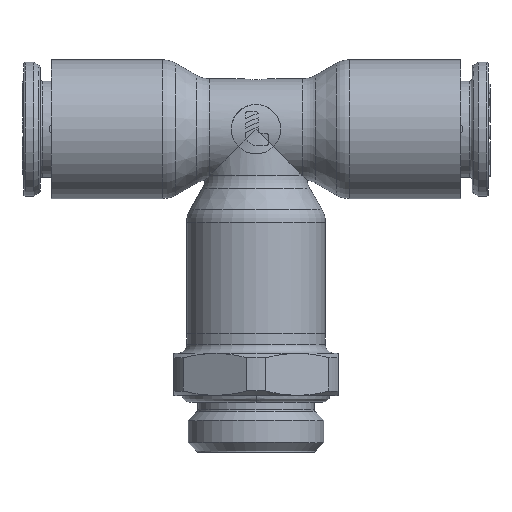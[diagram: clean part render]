
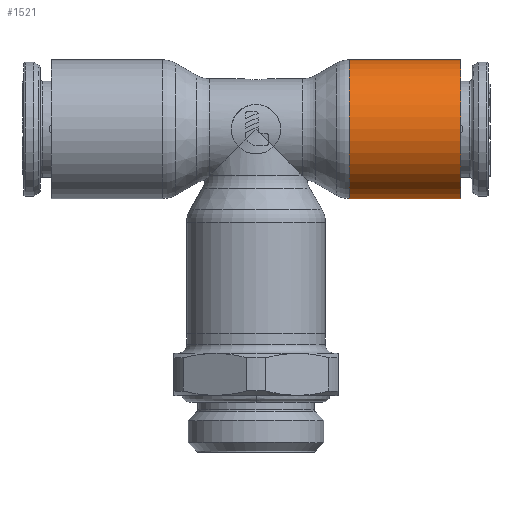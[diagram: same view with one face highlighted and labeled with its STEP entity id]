
A CAD part, top view. The second image highlights one B-rep face of the part: STEP entity #1521.
In plain terms, the highlighted cylindrical face has radius 6.75 mm (diameter 13.5 mm), a partial arc.
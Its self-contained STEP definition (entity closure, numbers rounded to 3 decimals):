
#1521=ADVANCED_FACE('',(#4286),#4287,.T.);
#4286=FACE_OUTER_BOUND('',#10578,.T.);
#4287=CYLINDRICAL_SURFACE('',#10579,6.75);
#10578=EDGE_LOOP('',(#20865,#20866,#20867,#20868));
#10579=AXIS2_PLACEMENT_3D('',#20869,#20870,#20871);
#20865=ORIENTED_EDGE('',*,*,#26425,.T.);
#20866=ORIENTED_EDGE('',*,*,#26426,.F.);
#20867=ORIENTED_EDGE('',*,*,#26427,.F.);
#20868=ORIENTED_EDGE('',*,*,#26428,.T.);
#20869=CARTESIAN_POINT('',(-21.89,0.0,0.0));
#20870=DIRECTION('',(-1.0,-0.0,0.0));
#20871=DIRECTION('',(0.0,-1.0,0.0));
#26425=EDGE_CURVE('',#32361,#32362,#32363,.T.);
#26426=EDGE_CURVE('',#32364,#32362,#32365,.T.);
#26427=EDGE_CURVE('',#32366,#32364,#32367,.T.);
#26428=EDGE_CURVE('',#32366,#32361,#32368,.T.);
#32361=VERTEX_POINT('',#43161);
#32362=VERTEX_POINT('',#43162);
#32363=CIRCLE('',#43163,6.75);
#32364=VERTEX_POINT('',#43164);
#32365=LINE('',#43165,#43166);
#32366=VERTEX_POINT('',#43167);
#32367=CIRCLE('',#43168,6.75);
#32368=LINE('',#43169,#43170);
#43161=CARTESIAN_POINT('',(9.07,6.75,0.0));
#43162=CARTESIAN_POINT('',(9.07,-6.75,0.0));
#43163=AXIS2_PLACEMENT_3D('',#49533,#49534,#49535);
#43164=CARTESIAN_POINT('',(19.9,-6.75,0.0));
#43165=CARTESIAN_POINT('',(19.9,-6.75,0.0));
#43166=VECTOR('',#49536,10.83);
#43167=CARTESIAN_POINT('',(19.9,6.75,0.0));
#43168=AXIS2_PLACEMENT_3D('',#49537,#49538,#49539);
#43169=CARTESIAN_POINT('',(19.9,6.75,0.0));
#43170=VECTOR('',#49540,10.83);
#49533=CARTESIAN_POINT('',(9.07,0.0,0.0));
#49534=DIRECTION('',(1.0,0.0,0.0));
#49535=DIRECTION('',(0.0,1.0,0.0));
#49536=DIRECTION('',(-1.0,0.0,0.0));
#49537=CARTESIAN_POINT('',(19.9,0.0,0.0));
#49538=DIRECTION('',(1.0,0.0,0.0));
#49539=DIRECTION('',(0.0,1.0,0.0));
#49540=DIRECTION('',(-1.0,0.0,0.0));
